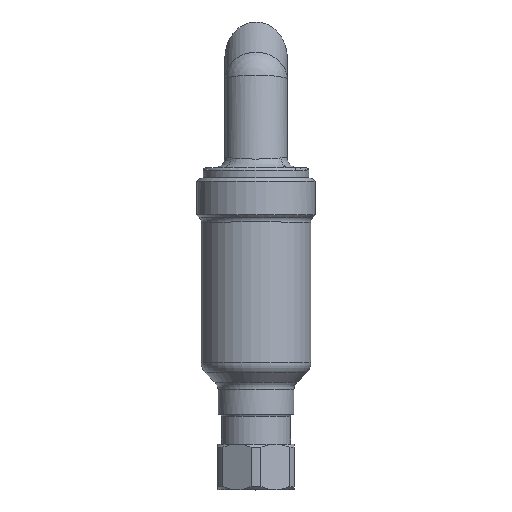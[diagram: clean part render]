
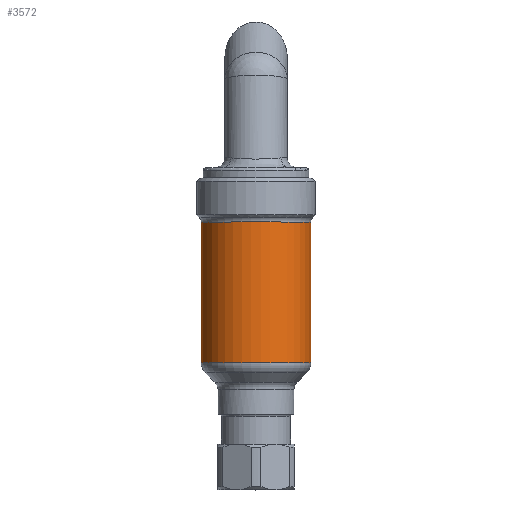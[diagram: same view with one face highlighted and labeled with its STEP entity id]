
A CAD part, top view. The second image highlights one B-rep face of the part: STEP entity #3572.
In plain terms, the highlighted cylindrical face has radius 25.089 mm (diameter 50.178 mm), a partial arc.
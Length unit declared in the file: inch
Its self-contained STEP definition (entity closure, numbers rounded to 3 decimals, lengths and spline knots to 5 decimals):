
#455=CYLINDRICAL_SURFACE('',#13749,0.98775);
#1192=FACE_OUTER_BOUND('',#4768,.T.);
#2074=LINE('',#20223,#2889);
#2075=LINE('',#20228,#2890);
#2889=VECTOR('',#15618,1.);
#2890=VECTOR('',#15621,1.);
#3572=ADVANCED_FACE('',(#1192),#455,.T.);
#4768=EDGE_LOOP('',(#6074,#6075,#6076,#6077));
#6074=ORIENTED_EDGE('',*,*,#11284,.T.);
#6075=ORIENTED_EDGE('',*,*,#11285,.T.);
#6076=ORIENTED_EDGE('',*,*,#11286,.T.);
#6077=ORIENTED_EDGE('',*,*,#11287,.T.);
#9966=VERTEX_POINT('',#20224);
#9967=VERTEX_POINT('',#20225);
#9968=VERTEX_POINT('',#20227);
#9969=VERTEX_POINT('',#20229);
#11284=EDGE_CURVE('',#9966,#9967,#2074,.T.);
#11285=EDGE_CURVE('',#9967,#9968,#12959,.T.);
#11286=EDGE_CURVE('',#9968,#9969,#2075,.T.);
#11287=EDGE_CURVE('',#9969,#9966,#12960,.T.);
#12959=CIRCLE('',#13747,0.98775);
#12960=CIRCLE('',#13748,0.98775);
#13747=AXIS2_PLACEMENT_3D('',#20226,#15619,#15620);
#13748=AXIS2_PLACEMENT_3D('',#20230,#15622,#15623);
#13749=AXIS2_PLACEMENT_3D('',#20231,#15624,#15625);
#15618=DIRECTION('',(0.,1.,0.));
#15619=DIRECTION('',(0.,-1.,0.));
#15620=DIRECTION('',(0.,0.,-1.));
#15621=DIRECTION('',(0.,-1.,0.));
#15622=DIRECTION('',(0.,1.,0.));
#15623=DIRECTION('',(0.,0.,1.));
#15624=DIRECTION('',(0.,-1.,0.));
#15625=DIRECTION('',(0.,0.,-1.));
#20223=CARTESIAN_POINT('',(0.83206,-2.41681,-0.53228));
#20224=CARTESIAN_POINT('',(0.83206,1.95755,-0.53228));
#20225=CARTESIAN_POINT('',(0.83206,4.48922,-0.53228));
#20226=CARTESIAN_POINT('',(0.,4.48922,0.));
#20227=CARTESIAN_POINT('',(-0.83206,4.48922,-0.53228));
#20228=CARTESIAN_POINT('',(-0.83206,-2.41681,-0.53228));
#20229=CARTESIAN_POINT('',(-0.83206,1.95755,-0.53228));
#20230=CARTESIAN_POINT('',(0.,1.95755,0.));
#20231=CARTESIAN_POINT('',(0.,-2.41681,0.));
